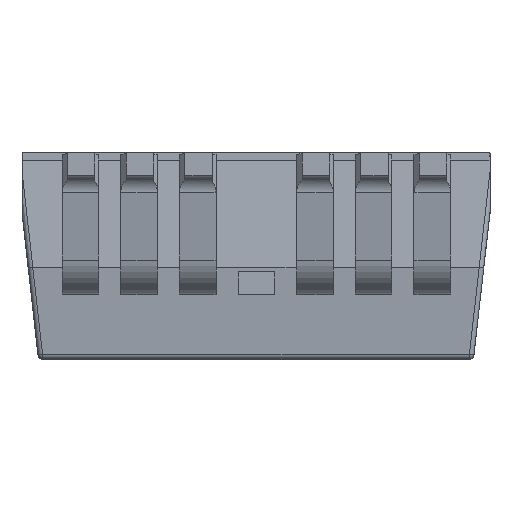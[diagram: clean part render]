
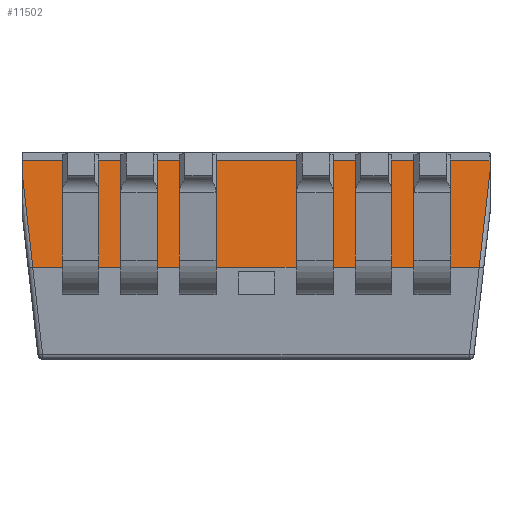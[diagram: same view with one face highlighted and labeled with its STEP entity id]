
A CAD part, top view. The second image highlights one B-rep face of the part: STEP entity #11502.
In plain terms, the highlighted planar face has unit normal (0, 0.089, 0.996).
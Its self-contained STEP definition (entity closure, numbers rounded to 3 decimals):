
#2317 = CARTESIAN_POINT ( 'NONE',  ( 5.1, 2.098, 4.428 ) ) ;
#2796 = CARTESIAN_POINT ( 'NONE',  ( 5.1, 2.334, 4.407 ) ) ;
#2803 = CARTESIAN_POINT ( 'NONE',  ( -5.1, 2.334, 4.407 ) ) ;
#2859 = DIRECTION ( 'NONE',  ( 0., 0.996, -0.089 ) ) ;
#2860 = VECTOR ( 'NONE', #2859, 1000. ) ;
#2861 = CARTESIAN_POINT ( 'NONE',  ( -5.1, 1.972, 4.44 ) ) ;
#2879 = LINE ( 'NONE', #2861, #2860 ) ;
#2957 = DIRECTION ( 'NONE',  ( 0., 0.996, -0.089 ) ) ;
#2958 = VECTOR ( 'NONE', #2957, 1000. ) ;
#2984 = CARTESIAN_POINT ( 'NONE',  ( 5.1, 2.334, 4.407 ) ) ;
#2990 = LINE ( 'NONE', #2984, #2958 ) ;
#4938 = CARTESIAN_POINT ( 'NONE',  ( -5.1, 1.972, 4.44 ) ) ;
#8198 = CARTESIAN_POINT ( 'NONE',  ( -4.878, 0., 4.616 ) ) ;
#9817 = VERTEX_POINT ( 'NONE', #2317 ) ;
#9946 = VERTEX_POINT ( 'NONE', #2796 ) ;
#9951 = VERTEX_POINT ( 'NONE', #2803 ) ;
#9954 = EDGE_CURVE ( 'NONE', #10064, #9951, #2879, .T. ) ;
#10015 = EDGE_CURVE ( 'NONE', #9817, #9946, #2990, .T. ) ;
#10064 = VERTEX_POINT ( 'NONE', #4938 ) ;
#10895 = EDGE_CURVE ( 'NONE', #10064, #10949, #12606, .T. ) ;
#10949 = VERTEX_POINT ( 'NONE', #8198 ) ;
#11479 = ORIENTED_EDGE ( 'NONE', *, *, #10895, .T. ) ;
#11494 = ORIENTED_EDGE ( 'NONE', *, *, #10015, .T. ) ;
#11502 = ADVANCED_FACE ( 'NONE', ( #14229 ), #14177, .T. ) ;
#11518 = EDGE_LOOP ( 'NONE', ( #11521, #11479, #11526, #11604, #11494, #11599 ) ) ;
#11521 = ORIENTED_EDGE ( 'NONE', *, *, #9954, .F. ) ;
#11526 = ORIENTED_EDGE ( 'NONE', *, *, #11600, .F. ) ;
#11599 = ORIENTED_EDGE ( 'NONE', *, *, #17943, .T. ) ;
#11600 = EDGE_CURVE ( 'NONE', #17964, #10949, #14472, .T. ) ;
#11604 = ORIENTED_EDGE ( 'NONE', *, *, #17965, .T. ) ;
#12579 = CARTESIAN_POINT ( 'NONE',  ( -5.1, 1.972, 4.44 ) ) ;
#12606 = LINE ( 'NONE', #12579, #12670 ) ;
#12669 = DIRECTION ( 'NONE',  ( 0.111, -0.99, 0.088 ) ) ;
#12670 = VECTOR ( 'NONE', #12669, 1000. ) ;
#14177 = PLANE ( 'NONE',  #14228 ) ;
#14210 = DIRECTION ( 'NONE',  ( 0., -0.996, 0.089 ) ) ;
#14211 = DIRECTION ( 'NONE',  ( 0., 0.089, 0.996 ) ) ;
#14212 = CARTESIAN_POINT ( 'NONE',  ( -5.1, 2.334, 4.407 ) ) ;
#14228 = AXIS2_PLACEMENT_3D ( 'NONE', #14212, #14211, #14210 ) ;
#14229 = FACE_OUTER_BOUND ( 'NONE', #11518, .T. ) ;
#14472 = LINE ( 'NONE', #14508, #14507 ) ;
#14503 = DIRECTION ( 'NONE',  ( -1., 0., 0. ) ) ;
#14507 = VECTOR ( 'NONE', #14503, 1000. ) ;
#14508 = CARTESIAN_POINT ( 'NONE',  ( -0.008, 0., 4.616 ) ) ;
#16382 = CARTESIAN_POINT ( 'NONE',  ( 0., 2.334, 4.407 ) ) ;
#16393 = LINE ( 'NONE', #16382, #16394 ) ;
#16394 = VECTOR ( 'NONE', #16401, 1000. ) ;
#16401 = DIRECTION ( 'NONE',  ( -1., 0., 0. ) ) ;
#16459 = DIRECTION ( 'NONE',  ( 0.112, 0.99, -0.088 ) ) ;
#16460 = VECTOR ( 'NONE', #16459, 1000. ) ;
#16461 = CARTESIAN_POINT ( 'NONE',  ( 4.863, 0., 4.616 ) ) ;
#16462 = LINE ( 'NONE', #16461, #16460 ) ;
#16474 = CARTESIAN_POINT ( 'NONE',  ( 4.863, 0., 4.616 ) ) ;
#17943 = EDGE_CURVE ( 'NONE', #9946, #9951, #16393, .T. ) ;
#17964 = VERTEX_POINT ( 'NONE', #16474 ) ;
#17965 = EDGE_CURVE ( 'NONE', #17964, #9817, #16462, .T. ) ;
